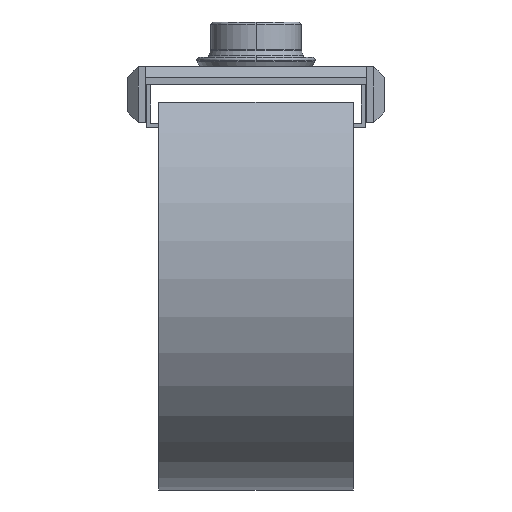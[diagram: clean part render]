
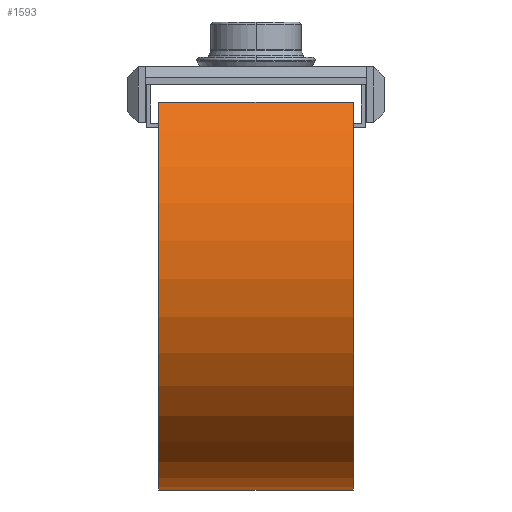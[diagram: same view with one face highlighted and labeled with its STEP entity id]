
A CAD part, left-side view. The second image highlights one B-rep face of the part: STEP entity #1593.
In plain terms, the highlighted cylindrical face has radius 26.4 mm (diameter 52.8 mm), a partial arc.
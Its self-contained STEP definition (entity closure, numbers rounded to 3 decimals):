
#3 = DIRECTION ( 'NONE',  ( 0., 0., -1. ) ) ;
#17 = DIRECTION ( 'NONE',  ( 0., 1., 0. ) ) ;
#24 = CARTESIAN_POINT ( 'NONE',  ( 0., -11., -22.45 ) ) ;
#77 = VECTOR ( 'NONE', #135, 1000. ) ;
#135 = DIRECTION ( 'NONE',  ( 0., 1., 0. ) ) ;
#208 = ORIENTED_EDGE ( 'NONE', *, *, #1870, .T. ) ;
#212 = VERTEX_POINT ( 'NONE', #906 ) ;
#602 = CIRCLE ( 'NONE', #1814, 26.4 ) ;
#627 = LINE ( 'NONE', #1579, #2142 ) ;
#751 = DIRECTION ( 'NONE',  ( 0., 0., -1. ) ) ;
#800 = VERTEX_POINT ( 'NONE', #1675 ) ;
#892 = VERTEX_POINT ( 'NONE', #2075 ) ;
#899 = CARTESIAN_POINT ( 'NONE',  ( -19.854, -11., -5.05 ) ) ;
#906 = CARTESIAN_POINT ( 'NONE',  ( -19.854, 11., -5.05 ) ) ;
#1011 = EDGE_LOOP ( 'NONE', ( #2030, #1149, #2116, #208 ) ) ;
#1120 = EDGE_CURVE ( 'NONE', #212, #800, #1788, .T. ) ;
#1142 = DIRECTION ( 'NONE',  ( 0., -1., 0. ) ) ;
#1149 = ORIENTED_EDGE ( 'NONE', *, *, #1151, .T. ) ;
#1151 = EDGE_CURVE ( 'NONE', #800, #892, #627, .T. ) ;
#1296 = CYLINDRICAL_SURFACE ( 'NONE', #1782, 26.4 ) ;
#1359 = FACE_OUTER_BOUND ( 'NONE', #1011, .T. ) ;
#1565 = AXIS2_PLACEMENT_3D ( 'NONE', #1983, #2157, #1784 ) ;
#1579 = CARTESIAN_POINT ( 'NONE',  ( 0., 0., -48.85 ) ) ;
#1593 = ADVANCED_FACE ( 'NONE', ( #1359 ), #1296, .T. ) ;
#1675 = CARTESIAN_POINT ( 'NONE',  ( 0., 11., -48.85 ) ) ;
#1690 = CARTESIAN_POINT ( 'NONE',  ( 0., 0., -22.45 ) ) ;
#1754 = LINE ( 'NONE', #2044, #77 ) ;
#1782 = AXIS2_PLACEMENT_3D ( 'NONE', #1690, #1142, #3 ) ;
#1784 = DIRECTION ( 'NONE',  ( 0., 0., -1. ) ) ;
#1788 = CIRCLE ( 'NONE', #1565, 26.4 ) ;
#1802 = DIRECTION ( 'NONE',  ( 0., -1., 0. ) ) ;
#1814 = AXIS2_PLACEMENT_3D ( 'NONE', #24, #17, #751 ) ;
#1870 = EDGE_CURVE ( 'NONE', #1943, #212, #1754, .T. ) ;
#1943 = VERTEX_POINT ( 'NONE', #899 ) ;
#1983 = CARTESIAN_POINT ( 'NONE',  ( 0., 11., -22.45 ) ) ;
#2030 = ORIENTED_EDGE ( 'NONE', *, *, #1120, .T. ) ;
#2044 = CARTESIAN_POINT ( 'NONE',  ( -19.854, 0., -5.05 ) ) ;
#2056 = EDGE_CURVE ( 'NONE', #892, #1943, #602, .T. ) ;
#2075 = CARTESIAN_POINT ( 'NONE',  ( 0., -11., -48.85 ) ) ;
#2116 = ORIENTED_EDGE ( 'NONE', *, *, #2056, .T. ) ;
#2142 = VECTOR ( 'NONE', #1802, 1000. ) ;
#2157 = DIRECTION ( 'NONE',  ( 0., -1., 0. ) ) ;
